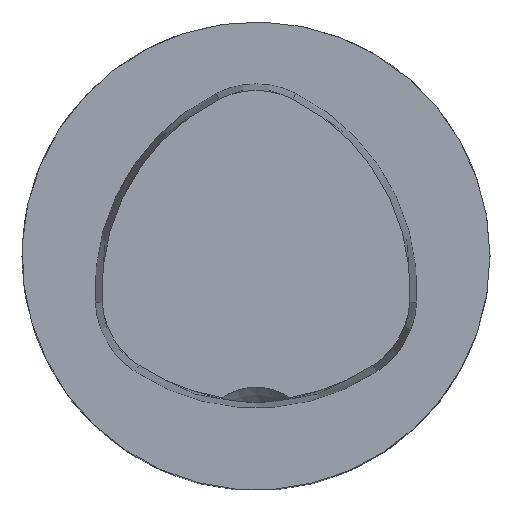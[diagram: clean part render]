
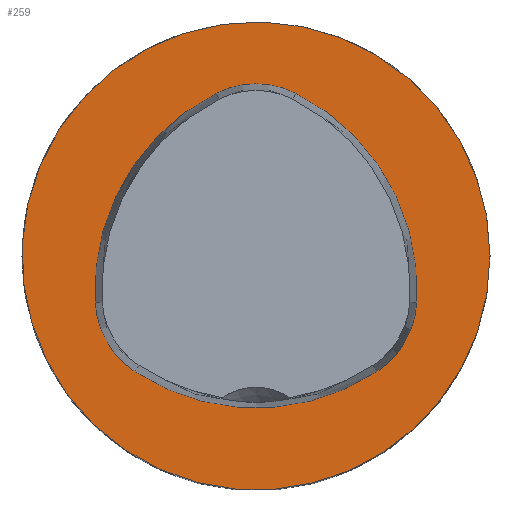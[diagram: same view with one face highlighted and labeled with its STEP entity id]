
A CAD part, top view. The second image highlights one B-rep face of the part: STEP entity #259.
In plain terms, the highlighted planar face has unit normal (0, 0, 1).
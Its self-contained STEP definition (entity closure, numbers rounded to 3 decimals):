
#259=ADVANCED_FACE('',(#309,#310),#290,.T.);
#290=PLANE('',#780);
#309=FACE_BOUND('',#356,.T.);
#310=FACE_BOUND('',#357,.T.);
#356=EDGE_LOOP('',(#465));
#357=EDGE_LOOP('',(#466,#467,#468,#469,#470,#471));
#465=ORIENTED_EDGE('',*,*,#660,.T.);
#466=ORIENTED_EDGE('',*,*,#632,.T.);
#467=ORIENTED_EDGE('',*,*,#629,.T.);
#468=ORIENTED_EDGE('',*,*,#626,.T.);
#469=ORIENTED_EDGE('',*,*,#619,.T.);
#470=ORIENTED_EDGE('',*,*,#624,.T.);
#471=ORIENTED_EDGE('',*,*,#635,.T.);
#559=VERTEX_POINT('',#1060);
#560=VERTEX_POINT('',#1062);
#563=VERTEX_POINT('',#1070);
#565=VERTEX_POINT('',#1076);
#567=VERTEX_POINT('',#1082);
#569=VERTEX_POINT('',#1088);
#586=VERTEX_POINT('',#1148);
#619=EDGE_CURVE('',#560,#559,#699,.T.);
#624=EDGE_CURVE('',#559,#563,#702,.T.);
#626=EDGE_CURVE('',#565,#560,#704,.T.);
#629=EDGE_CURVE('',#567,#565,#706,.T.);
#632=EDGE_CURVE('',#569,#567,#708,.T.);
#635=EDGE_CURVE('',#563,#569,#710,.T.);
#660=EDGE_CURVE('',#586,#586,#711,.T.);
#699=CIRCLE('',#740,15.063);
#702=CIRCLE('',#744,6.063);
#704=CIRCLE('',#747,6.063);
#706=CIRCLE('',#750,15.063);
#708=CIRCLE('',#753,6.063);
#710=CIRCLE('',#756,15.063);
#711=CIRCLE('',#779,16.0);
#740=AXIS2_PLACEMENT_3D('',#1061,#842,#843);
#744=AXIS2_PLACEMENT_3D('',#1071,#852,#853);
#747=AXIS2_PLACEMENT_3D('',#1075,#858,#859);
#750=AXIS2_PLACEMENT_3D('',#1081,#865,#866);
#753=AXIS2_PLACEMENT_3D('',#1087,#872,#873);
#756=AXIS2_PLACEMENT_3D('',#1092,#879,#880);
#779=AXIS2_PLACEMENT_3D('',#1147,#941,#942);
#780=AXIS2_PLACEMENT_3D('',#1149,#943,#944);
#842=DIRECTION('',(0.0,0.0,-1.0));
#843=DIRECTION('',(-1.0,0.0,0.0));
#852=DIRECTION('',(0.0,0.0,-1.0));
#853=DIRECTION('',(-1.0,0.0,0.0));
#858=DIRECTION('',(0.0,0.0,-1.0));
#859=DIRECTION('',(-1.0,0.0,0.0));
#865=DIRECTION('',(0.0,0.0,-1.0));
#866=DIRECTION('',(-1.0,0.0,0.0));
#872=DIRECTION('',(0.0,0.0,-1.0));
#873=DIRECTION('',(-1.0,0.0,0.0));
#879=DIRECTION('',(0.0,0.0,-1.0));
#880=DIRECTION('',(-1.0,0.0,0.0));
#941=DIRECTION('',(0.0,0.0,1.0));
#942=DIRECTION('',(1.0,0.0,0.0));
#943=DIRECTION('',(0.0,0.0,1.0));
#944=DIRECTION('',(0.0,1.0,0.0));
#1060=CARTESIAN_POINT('',(-8.262,-7.919,0.0));
#1061=CARTESIAN_POINT('',(0.0,4.675,0.0));
#1062=CARTESIAN_POINT('',(8.262,-7.919,0.0));
#1070=CARTESIAN_POINT('',(-10.989,-3.195,0.0));
#1071=CARTESIAN_POINT('',(-4.936,-2.85,0.0));
#1075=CARTESIAN_POINT('',(4.936,-2.85,0.0));
#1076=CARTESIAN_POINT('',(10.989,-3.195,0.0));
#1081=CARTESIAN_POINT('',(-4.049,-2.338,0.0));
#1082=CARTESIAN_POINT('',(2.728,11.115,0.0));
#1087=CARTESIAN_POINT('',(0.0,5.7,0.0));
#1088=CARTESIAN_POINT('',(-2.728,11.115,0.0));
#1092=CARTESIAN_POINT('',(4.049,-2.338,0.0));
#1147=CARTESIAN_POINT('',(0.0,0.0,0.0));
#1148=CARTESIAN_POINT('',(16.0,0.0,0.0));
#1149=CARTESIAN_POINT('',(8.0,0.0,0.0));
